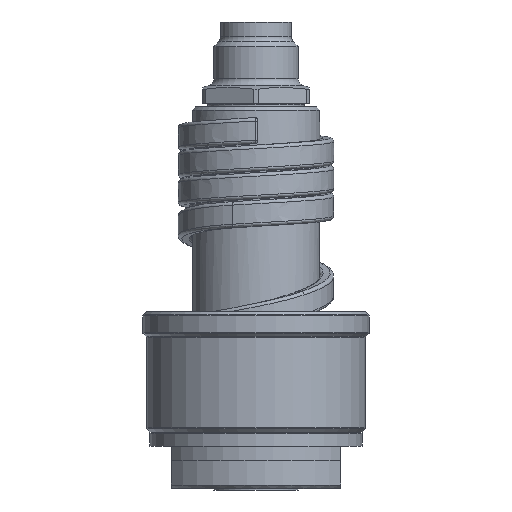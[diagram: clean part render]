
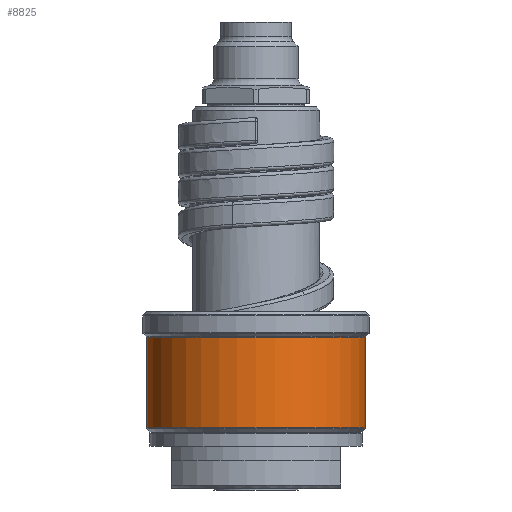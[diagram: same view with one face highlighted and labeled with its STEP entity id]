
A CAD part, front view. The second image highlights one B-rep face of the part: STEP entity #8825.
In plain terms, the highlighted cylindrical face has radius 15.5 mm (diameter 31 mm), a partial arc.
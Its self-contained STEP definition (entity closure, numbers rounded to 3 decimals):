
#2119=CARTESIAN_POINT('',(0.,0.,8.583));
#2120=DIRECTION('',(0.,0.,1.));
#2121=DIRECTION('',(-1.,0.,0.));
#2122=AXIS2_PLACEMENT_3D('',#2119,#2120,#2121);
#2124=DIRECTION('',(0.,0.,-1.));
#2125=VECTOR('',#2124,12.835);
#2126=CARTESIAN_POINT('',(-15.5,0.,21.417));
#2127=LINE('',#2126,#2125);
#2128=CARTESIAN_POINT('',(0.,0.,21.417));
#2129=DIRECTION('',(0.,0.,1.));
#2130=DIRECTION('',(-1.,0.,0.));
#2131=AXIS2_PLACEMENT_3D('',#2128,#2129,#2130);
#2133=DIRECTION('',(0.,0.,-1.));
#2134=VECTOR('',#2133,12.835);
#2135=CARTESIAN_POINT('',(15.5,0.,21.417));
#2136=LINE('',#2135,#2134);
#5847=CARTESIAN_POINT('',(15.5,0.,21.417));
#5848=CARTESIAN_POINT('',(-15.5,0.,21.417));
#5849=VERTEX_POINT('',#5847);
#5850=VERTEX_POINT('',#5848);
#5873=CARTESIAN_POINT('',(15.5,0.,8.583));
#5874=VERTEX_POINT('',#5873);
#5875=CARTESIAN_POINT('',(-15.5,0.,8.583));
#5876=VERTEX_POINT('',#5875);
#8813=CARTESIAN_POINT('',(0.,0.,7.15));
#8814=DIRECTION('',(0.,0.,1.));
#8815=DIRECTION('',(-1.,0.,0.));
#8816=AXIS2_PLACEMENT_3D('',#8813,#8814,#8815);
#8817=CYLINDRICAL_SURFACE('',#8816,15.5);
#8818=ORIENTED_EDGE('',*,*,#8785,.F.);
#8819=ORIENTED_EDGE('',*,*,#8803,.F.);
#8821=ORIENTED_EDGE('',*,*,#8820,.T.);
#8822=ORIENTED_EDGE('',*,*,#8799,.T.);
#8823=EDGE_LOOP('',(#8818,#8819,#8821,#8822));
#8824=FACE_OUTER_BOUND('',#8823,.F.);
#2123=CIRCLE('',#2122,15.5);
#2132=CIRCLE('',#2131,15.5);
#8785=EDGE_CURVE('',#5876,#5874,#2123,.T.);
#8799=EDGE_CURVE('',#5849,#5874,#2136,.T.);
#8803=EDGE_CURVE('',#5850,#5876,#2127,.T.);
#8820=EDGE_CURVE('',#5850,#5849,#2132,.T.);
#8825=ADVANCED_FACE('',(#8824),#8817,.T.);
